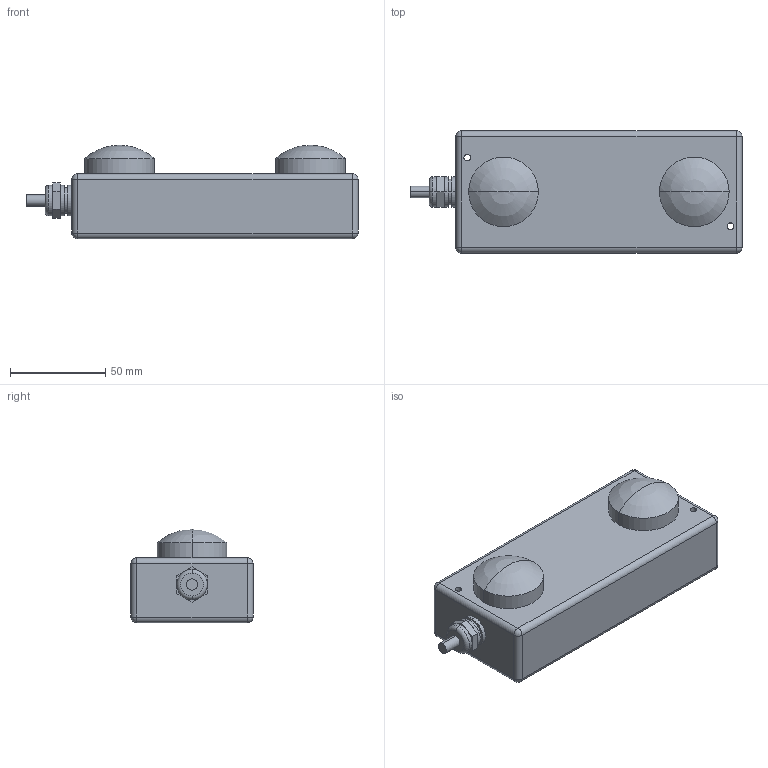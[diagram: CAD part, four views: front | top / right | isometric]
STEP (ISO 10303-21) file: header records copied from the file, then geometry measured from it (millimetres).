
FILE_DESCRIPTION((''),'2;1');
FILE_NAME('LT2_115_F400310A','2006-10-19T',('Pepperl+Fuchs'),('IndustrieHansa'),'PRO/ENGINEER BY PARAMETRIC TECHNOLOGY CORPORATION, 2006200','PRO/ENGINEER BY PARAMETRIC TECHNOLOGY CORPORATION, 2006200','');
FILE_SCHEMA(('AUTOMOTIVE_DESIGN_CC2 { 1 2 10303 214 -1 1 5 2 }'));
Length unit declared in the file: millimetre
Products named in the file (1): LT2_115_F400310A
Bounding box: 174 x 64 x 49 mm (x, y, z)
Volume: 351314.7 mm3; surface area: 36325.6 mm2
Topology: 1 solids, 1 shells, 72 faces, 165 edges, 106 vertices
Faces by surface type: cylinder 30, plane 28, sphere 12, torus 2
Entity records: 2953 total; most frequent: DIRECTION 387, CARTESIAN_POINT 322, ORIENTED_EDGE 304, PRESENTATION_STYLE_ASSIGNMENT 204, STYLED_ITEM 171, CURVE_STYLE 162, AXIS2_PLACEMENT_3D 153, EDGE_CURVE 152
